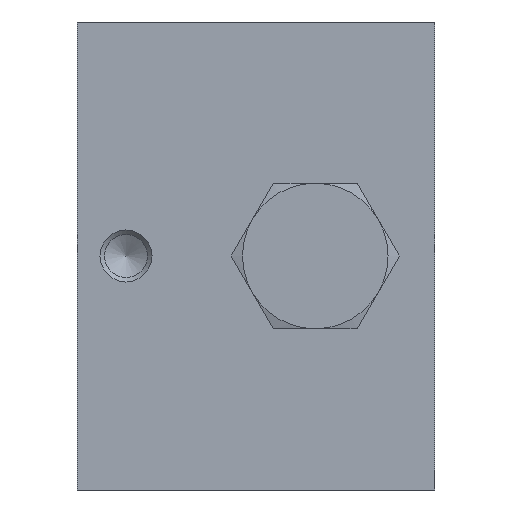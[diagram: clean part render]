
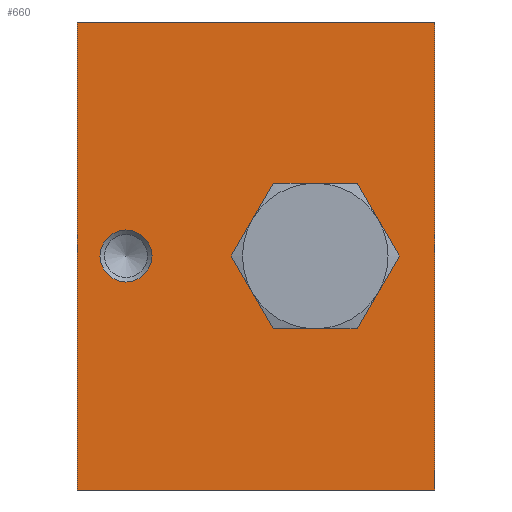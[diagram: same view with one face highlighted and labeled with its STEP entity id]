
A CAD part, left-side view. The second image highlights one B-rep face of the part: STEP entity #660.
In plain terms, the highlighted planar face has unit normal (-1, 0, 0).
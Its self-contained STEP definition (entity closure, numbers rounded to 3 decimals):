
#68=LINE('',#994,#104);
#71=LINE('',#1000,#107);
#72=LINE('',#1002,#108);
#73=LINE('',#1004,#109);
#74=LINE('',#1007,#110);
#75=LINE('',#1010,#111);
#76=LINE('',#1012,#112);
#77=LINE('',#1014,#113);
#78=LINE('',#1016,#114);
#79=LINE('',#1018,#115);
#104=VECTOR('',#804,1000.);
#107=VECTOR('',#809,1000.);
#108=VECTOR('',#810,1000.);
#109=VECTOR('',#811,1000.);
#110=VECTOR('',#814,1000.);
#111=VECTOR('',#815,1000.);
#112=VECTOR('',#816,1000.);
#113=VECTOR('',#817,1000.);
#114=VECTOR('',#818,1000.);
#115=VECTOR('',#819,1000.);
#145=ORIENTED_EDGE('',*,*,#323,.T.);
#146=ORIENTED_EDGE('',*,*,#324,.F.);
#147=ORIENTED_EDGE('',*,*,#325,.F.);
#148=ORIENTED_EDGE('',*,*,#320,.T.);
#149=ORIENTED_EDGE('',*,*,#326,.T.);
#150=ORIENTED_EDGE('',*,*,#327,.T.);
#151=ORIENTED_EDGE('',*,*,#328,.T.);
#152=ORIENTED_EDGE('',*,*,#329,.T.);
#153=ORIENTED_EDGE('',*,*,#330,.T.);
#154=ORIENTED_EDGE('',*,*,#331,.T.);
#155=ORIENTED_EDGE('',*,*,#332,.T.);
#320=EDGE_CURVE('',#410,#409,#68,.T.);
#323=EDGE_CURVE('',#409,#412,#71,.T.);
#324=EDGE_CURVE('',#413,#412,#72,.T.);
#325=EDGE_CURVE('',#410,#413,#73,.T.);
#326=EDGE_CURVE('',#414,#414,#470,.T.);
#327=EDGE_CURVE('',#415,#416,#74,.T.);
#328=EDGE_CURVE('',#416,#417,#75,.T.);
#329=EDGE_CURVE('',#417,#418,#76,.T.);
#330=EDGE_CURVE('',#418,#419,#77,.T.);
#331=EDGE_CURVE('',#419,#420,#78,.T.);
#332=EDGE_CURVE('',#420,#415,#79,.T.);
#409=VERTEX_POINT('',#993);
#410=VERTEX_POINT('',#995);
#412=VERTEX_POINT('',#1001);
#413=VERTEX_POINT('',#1003);
#414=VERTEX_POINT('',#1006);
#415=VERTEX_POINT('',#1008);
#416=VERTEX_POINT('',#1009);
#417=VERTEX_POINT('',#1011);
#418=VERTEX_POINT('',#1013);
#419=VERTEX_POINT('',#1015);
#420=VERTEX_POINT('',#1017);
#470=CIRCLE('',#723,2.5);
#500=EDGE_LOOP('',(#145,#146,#147,#148));
#501=EDGE_LOOP('',(#149));
#502=EDGE_LOOP('',(#150,#151,#152,#153,#154,#155));
#568=FACE_BOUND('',#500,.T.);
#569=FACE_BOUND('',#501,.T.);
#570=FACE_BOUND('',#502,.T.);
#635=PLANE('',#722);
#660=ADVANCED_FACE('',(#568,#569,#570),#635,.F.);
#722=AXIS2_PLACEMENT_3D('',#999,#807,#808);
#723=AXIS2_PLACEMENT_3D('',#1005,#812,#813);
#804=DIRECTION('',(0.,0.,-1.));
#807=DIRECTION('',(1.,0.,0.));
#808=DIRECTION('',(0.,0.,-1.));
#809=DIRECTION('',(0.,-1.,0.));
#810=DIRECTION('',(0.,0.,-1.));
#811=DIRECTION('',(0.,-1.,0.));
#812=DIRECTION('',(1.,0.,0.));
#813=DIRECTION('',(0.,0.,-1.));
#814=DIRECTION('',(0.,-1.,0.));
#815=DIRECTION('',(0.,-0.5,-0.866));
#816=DIRECTION('',(0.,0.5,-0.866));
#817=DIRECTION('',(0.,1.,0.));
#818=DIRECTION('',(0.,0.5,0.866));
#819=DIRECTION('',(0.,-0.5,0.866));
#993=CARTESIAN_POINT('',(0.,34.4,-22.5));
#994=CARTESIAN_POINT('',(0.,34.4,22.5));
#995=CARTESIAN_POINT('',(0.,34.4,22.5));
#999=CARTESIAN_POINT('',(0.,34.4,22.5));
#1000=CARTESIAN_POINT('',(0.,34.4,-22.5));
#1001=CARTESIAN_POINT('',(0.,0.,-22.5));
#1002=CARTESIAN_POINT('',(0.,0.,22.5));
#1003=CARTESIAN_POINT('',(0.,0.,22.5));
#1004=CARTESIAN_POINT('',(0.,34.4,22.5));
#1005=CARTESIAN_POINT('',(0.,29.7,0.));
#1006=CARTESIAN_POINT('',(0.,29.7,-2.5));
#1007=CARTESIAN_POINT('',(0.,15.541,7.));
#1008=CARTESIAN_POINT('',(0.,15.541,7.));
#1009=CARTESIAN_POINT('',(0.,7.459,7.));
#1010=CARTESIAN_POINT('',(0.,7.459,7.));
#1011=CARTESIAN_POINT('',(0.,3.417,0.));
#1012=CARTESIAN_POINT('',(0.,3.417,0.));
#1013=CARTESIAN_POINT('',(0.,7.459,-7.));
#1014=CARTESIAN_POINT('',(0.,7.459,-7.));
#1015=CARTESIAN_POINT('',(0.,15.541,-7.));
#1016=CARTESIAN_POINT('',(0.,15.541,-7.));
#1017=CARTESIAN_POINT('',(0.,19.583,0.));
#1018=CARTESIAN_POINT('',(0.,19.583,0.));
